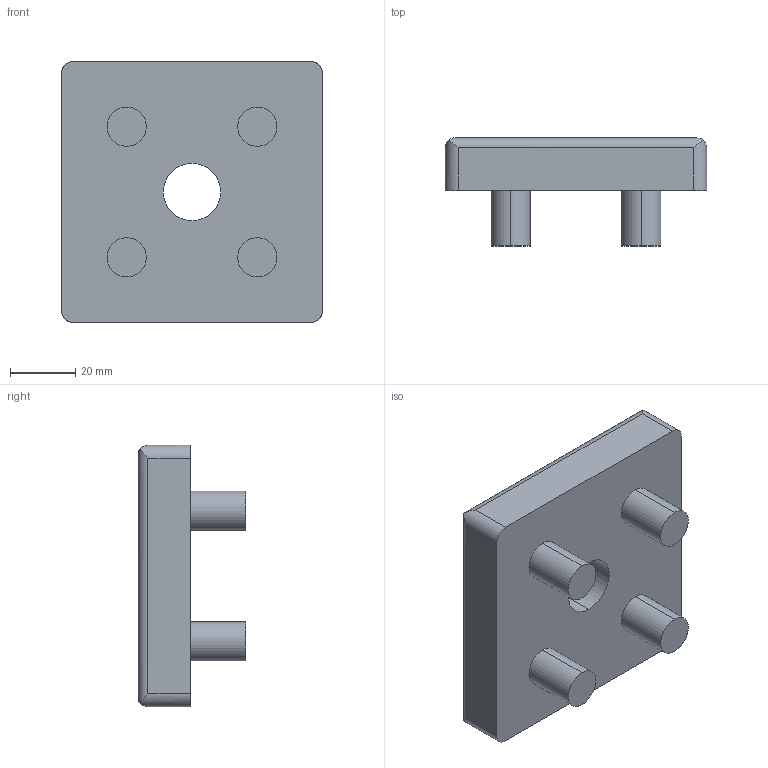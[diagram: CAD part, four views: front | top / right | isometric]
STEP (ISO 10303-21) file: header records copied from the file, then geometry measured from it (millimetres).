
FILE_DESCRIPTION (( 'STEP AP214' ), '1' );
FILE_NAME ('-6431080', '2019-02-04T08:19:15', ( '' ), ('JUGARD+KÜNSTNER GmbH'), 'SwSTEP 2.0', 'SolidWorks 2017', '' );
FILE_SCHEMA (( 'AUTOMOTIVE_DESIGN' ));
Length unit declared in the file: millimetre
Products named in the file (1): -6431080_CNAJF00
Bounding box: 80 x 33 x 80 mm (x, y, z)
Volume: 102510.2 mm3; surface area: 23941.9 mm2
Topology: 1 solids, 1 shells, 52 faces, 114 edges, 76 vertices
Faces by surface type: cylinder 34, plane 18
Entity records: 1854 total; most frequent: CARTESIAN_POINT 347, DIRECTION 264, ORIENTED_EDGE 228, EDGE_CURVE 114, AXIS2_PLACEMENT_3D 109, VERTEX_POINT 76, EDGE_LOOP 66, CIRCLE 56
